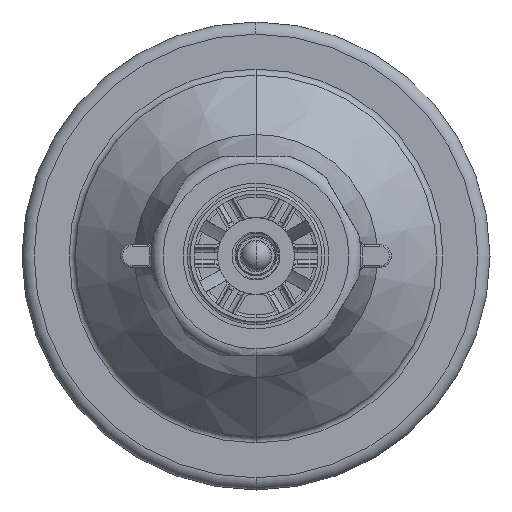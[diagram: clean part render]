
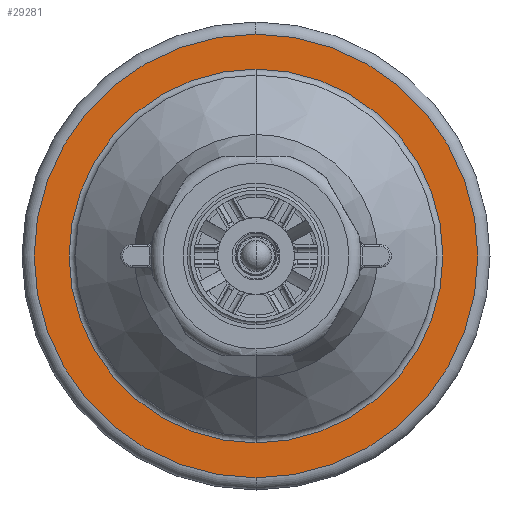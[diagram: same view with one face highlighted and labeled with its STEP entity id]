
A CAD part, front view. The second image highlights one B-rep face of the part: STEP entity #29281.
In plain terms, the highlighted planar face has unit normal (0, -1, 0).
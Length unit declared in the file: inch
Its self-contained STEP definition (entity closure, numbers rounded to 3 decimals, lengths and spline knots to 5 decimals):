
#25574=CARTESIAN_POINT('',(0.,2.873,0.));
#25575=DIRECTION('',(0.,1.,0.));
#25576=DIRECTION('',(0.,0.,-1.));
#25577=AXIS2_PLACEMENT_3D('',#25574,#25575,#25576);
#25598=CARTESIAN_POINT('',(0.,2.873,0.));
#25599=DIRECTION('',(0.,1.,0.));
#25600=DIRECTION('',(0.,0.,1.));
#25601=AXIS2_PLACEMENT_3D('',#25598,#25599,#25600);
#25614=CARTESIAN_POINT('',(0.,2.873,0.));
#25615=DIRECTION('',(0.,-1.,0.));
#25616=DIRECTION('',(0.,0.,-1.));
#25617=AXIS2_PLACEMENT_3D('',#25614,#25615,#25616);
#25638=CARTESIAN_POINT('',(0.,2.873,0.));
#25639=DIRECTION('',(0.,-1.,0.));
#25640=DIRECTION('',(0.,0.,1.));
#25641=AXIS2_PLACEMENT_3D('',#25638,#25639,#25640);
#29029=CARTESIAN_POINT('',(0.,2.873,2.282));
#29030=CARTESIAN_POINT('',(0.,2.873,-2.282));
#29031=VERTEX_POINT('',#29029);
#29032=VERTEX_POINT('',#29030);
#29033=CARTESIAN_POINT('',(0.,2.873,-1.9225));
#29034=CARTESIAN_POINT('',(0.,2.873,1.9225));
#29035=VERTEX_POINT('',#29033);
#29036=VERTEX_POINT('',#29034);
#29266=CARTESIAN_POINT('',(0.,2.873,0.));
#29267=DIRECTION('',(0.,-1.,0.));
#29268=DIRECTION('',(0.,0.,1.));
#29269=AXIS2_PLACEMENT_3D('',#29266,#29267,#29268);
#29270=PLANE('',#29269);
#29271=ORIENTED_EDGE('',*,*,#29234,.T.);
#29272=ORIENTED_EDGE('',*,*,#29212,.T.);
#29273=EDGE_LOOP('',(#29271,#29272));
#29274=FACE_OUTER_BOUND('',#29273,.F.);
#29276=ORIENTED_EDGE('',*,*,#29275,.T.);
#29278=ORIENTED_EDGE('',*,*,#29277,.T.);
#29279=EDGE_LOOP('',(#29276,#29278));
#29280=FACE_BOUND('',#29279,.F.);
#25578=CIRCLE('',#25577,2.282);
#25602=CIRCLE('',#25601,2.282);
#25618=CIRCLE('',#25617,1.9225);
#25642=CIRCLE('',#25641,1.9225);
#29212=EDGE_CURVE('',#29032,#29031,#25578,.T.);
#29234=EDGE_CURVE('',#29031,#29032,#25602,.T.);
#29275=EDGE_CURVE('',#29035,#29036,#25618,.T.);
#29277=EDGE_CURVE('',#29036,#29035,#25642,.T.);
#29281=ADVANCED_FACE('',(#29274,#29280),#29270,.T.);
